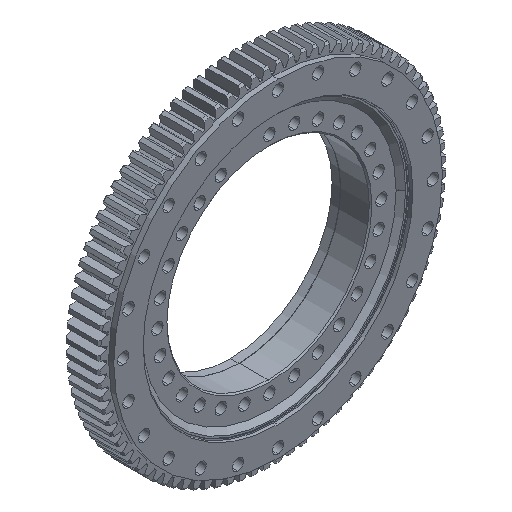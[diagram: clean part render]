
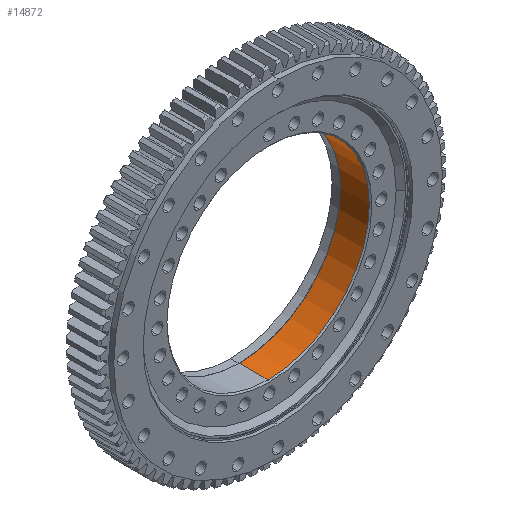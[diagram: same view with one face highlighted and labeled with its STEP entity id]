
A CAD part, isometric view. The second image highlights one B-rep face of the part: STEP entity #14872.
In plain terms, the highlighted cylindrical face has radius 117 mm (diameter 234 mm), a partial arc.
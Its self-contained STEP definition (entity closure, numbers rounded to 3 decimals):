
#38 = ORIENTED_EDGE ( 'NONE', *, *, #15251, .F. ) ;
#608 = EDGE_LOOP ( 'NONE', ( #38, #9037, #10623, #14163 ) ) ;
#701 = CARTESIAN_POINT ( 'NONE',  ( 0., 31.029, 0. ) ) ;
#742 = VECTOR ( 'NONE', #11782, 1000. ) ;
#887 = CARTESIAN_POINT ( 'NONE',  ( 0., -16.5, 0. ) ) ;
#1706 = VERTEX_POINT ( 'NONE', #19600 ) ;
#2789 = DIRECTION ( 'NONE',  ( 0., 0., 1. ) ) ;
#3755 = AXIS2_PLACEMENT_3D ( 'NONE', #701, #6583, #23748 ) ;
#4927 = DIRECTION ( 'NONE',  ( 0., 1., 0. ) ) ;
#6583 = DIRECTION ( 'NONE',  ( 0., 1., 0. ) ) ;
#6612 = EDGE_CURVE ( 'NONE', #1706, #21868, #12847, .T. ) ;
#6836 = CARTESIAN_POINT ( 'NONE',  ( 0., 31.029, 117. ) ) ;
#7200 = CARTESIAN_POINT ( 'NONE',  ( 0., 17., 0. ) ) ;
#8670 = VECTOR ( 'NONE', #4927, 1000. ) ;
#9037 = ORIENTED_EDGE ( 'NONE', *, *, #13291, .T. ) ;
#9062 = CIRCLE ( 'NONE', #19325, 117. ) ;
#9117 = DIRECTION ( 'NONE',  ( 0., 0., 1. ) ) ;
#9544 = CARTESIAN_POINT ( 'NONE',  ( 0., -16.5, -117. ) ) ;
#10623 = ORIENTED_EDGE ( 'NONE', *, *, #17999, .T. ) ;
#11782 = DIRECTION ( 'NONE',  ( 0., 1., 0. ) ) ;
#12847 = CIRCLE ( 'NONE', #14960, 117. ) ;
#12857 = VERTEX_POINT ( 'NONE', #9544 ) ;
#13147 = LINE ( 'NONE', #6836, #8670 ) ;
#13260 = CYLINDRICAL_SURFACE ( 'NONE', #3755, 117. ) ;
#13291 = EDGE_CURVE ( 'NONE', #12857, #22161, #9062, .T. ) ;
#13607 = CARTESIAN_POINT ( 'NONE',  ( 0., 31.029, -117. ) ) ;
#14163 = ORIENTED_EDGE ( 'NONE', *, *, #6612, .F. ) ;
#14166 = DIRECTION ( 'NONE',  ( 0., -1., 0. ) ) ;
#14872 = ADVANCED_FACE ( 'NONE', ( #17702 ), #13260, .F. ) ;
#14960 = AXIS2_PLACEMENT_3D ( 'NONE', #7200, #20532, #9117 ) ;
#15251 = EDGE_CURVE ( 'NONE', #12857, #1706, #22183, .T. ) ;
#17702 = FACE_OUTER_BOUND ( 'NONE', #608, .T. ) ;
#17999 = EDGE_CURVE ( 'NONE', #22161, #21868, #13147, .T. ) ;
#19065 = CARTESIAN_POINT ( 'NONE',  ( 0., 17., 117. ) ) ;
#19325 = AXIS2_PLACEMENT_3D ( 'NONE', #887, #14166, #2789 ) ;
#19600 = CARTESIAN_POINT ( 'NONE',  ( 0., 17., -117. ) ) ;
#20532 = DIRECTION ( 'NONE',  ( 0., -1., 0. ) ) ;
#21868 = VERTEX_POINT ( 'NONE', #19065 ) ;
#22161 = VERTEX_POINT ( 'NONE', #23811 ) ;
#22183 = LINE ( 'NONE', #13607, #742 ) ;
#23748 = DIRECTION ( 'NONE',  ( 0., 0., 1. ) ) ;
#23811 = CARTESIAN_POINT ( 'NONE',  ( 0., -16.5, 117. ) ) ;
